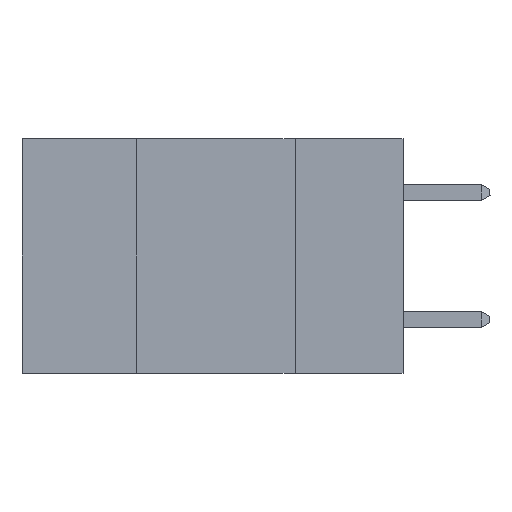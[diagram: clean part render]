
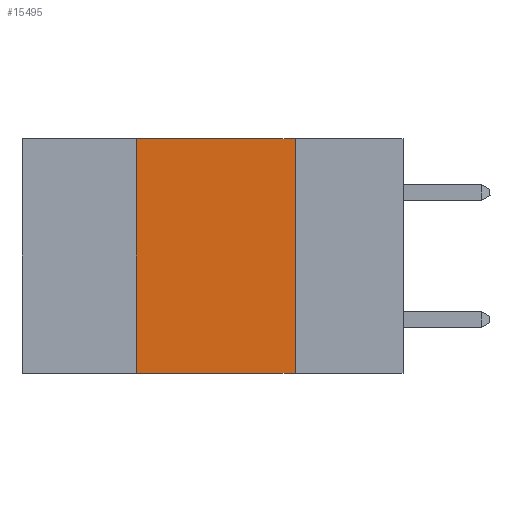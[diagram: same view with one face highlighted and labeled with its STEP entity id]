
A CAD part, left-side view. The second image highlights one B-rep face of the part: STEP entity #15495.
In plain terms, the highlighted planar face has unit normal (-1, 0, 0).
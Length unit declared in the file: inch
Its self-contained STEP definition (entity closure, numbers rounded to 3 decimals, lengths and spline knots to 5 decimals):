
#120 = ORIENTED_EDGE ( 'NONE', *, *, #10277, .F. ) ;
#254 = EDGE_CURVE ( 'NONE', #17018, #5628, #14241, .T. ) ;
#2112 = DIRECTION ( 'NONE',  ( 0., -1., 0. ) ) ;
#2359 = CARTESIAN_POINT ( 'NONE',  ( 0., 0.6, 0. ) ) ;
#2641 = DIRECTION ( 'NONE',  ( 0., 0., -1. ) ) ;
#3225 = VECTOR ( 'NONE', #2112, 39.37008 ) ;
#3485 = CARTESIAN_POINT ( 'NONE',  ( 0., 0.6, -0.37 ) ) ;
#3527 = ORIENTED_EDGE ( 'NONE', *, *, #12679, .F. ) ;
#3671 = VECTOR ( 'NONE', #12371, 39.37008 ) ;
#4227 = CARTESIAN_POINT ( 'NONE',  ( 0., 0.17, 0. ) ) ;
#4817 = VERTEX_POINT ( 'NONE', #13392 ) ;
#5410 = CARTESIAN_POINT ( 'NONE',  ( 0., 0.42, -0.37 ) ) ;
#5628 = VERTEX_POINT ( 'NONE', #7214 ) ;
#7214 = CARTESIAN_POINT ( 'NONE',  ( 0., 0.17, -0.37 ) ) ;
#7361 = LINE ( 'NONE', #9993, #12934 ) ;
#7374 = ORIENTED_EDGE ( 'NONE', *, *, #254, .T. ) ;
#8283 = CARTESIAN_POINT ( 'NONE',  ( 0., 0.17, 0. ) ) ;
#8975 = EDGE_CURVE ( 'NONE', #17018, #4817, #7361, .T. ) ;
#9144 = LINE ( 'NONE', #16021, #12025 ) ;
#9354 = EDGE_LOOP ( 'NONE', ( #120, #3527, #13716, #7374 ) ) ;
#9993 = CARTESIAN_POINT ( 'NONE',  ( 0., 0.42, 0. ) ) ;
#10277 = EDGE_CURVE ( 'NONE', #17544, #5628, #12548, .T. ) ;
#10754 = DIRECTION ( 'NONE',  ( 0., -1., 0. ) ) ;
#11083 = DIRECTION ( 'NONE',  ( 0., 0., 1. ) ) ;
#12025 = VECTOR ( 'NONE', #10754, 39.37008 ) ;
#12046 = FACE_OUTER_BOUND ( 'NONE', #9354, .T. ) ;
#12371 = DIRECTION ( 'NONE',  ( 0., 0., -1. ) ) ;
#12548 = LINE ( 'NONE', #4227, #3671 ) ;
#12679 = EDGE_CURVE ( 'NONE', #4817, #17544, #9144, .T. ) ;
#12934 = VECTOR ( 'NONE', #11083, 39.37008 ) ;
#13392 = CARTESIAN_POINT ( 'NONE',  ( 0., 0.42, 0. ) ) ;
#13716 = ORIENTED_EDGE ( 'NONE', *, *, #8975, .F. ) ;
#14111 = AXIS2_PLACEMENT_3D ( 'NONE', #2359, #17604, #2641 ) ;
#14241 = LINE ( 'NONE', #3485, #3225 ) ;
#14761 = PLANE ( 'NONE',  #14111 ) ;
#15495 = ADVANCED_FACE ( 'NONE', ( #12046 ), #14761, .F. ) ;
#16021 = CARTESIAN_POINT ( 'NONE',  ( 0., 0.6, 0. ) ) ;
#17018 = VERTEX_POINT ( 'NONE', #5410 ) ;
#17544 = VERTEX_POINT ( 'NONE', #8283 ) ;
#17604 = DIRECTION ( 'NONE',  ( 1., 0., 0. ) ) ;
